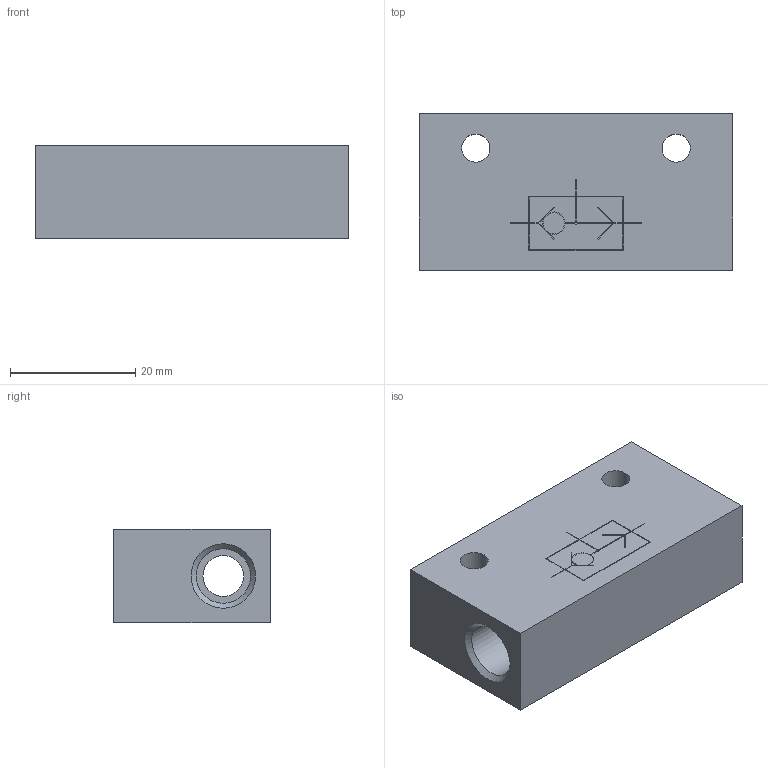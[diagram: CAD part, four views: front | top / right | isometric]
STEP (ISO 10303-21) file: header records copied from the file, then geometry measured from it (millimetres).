
FILE_DESCRIPTION( ( 'STEP AP214' ), '1' );
FILE_NAME( 'psolqas_16196_38.stp', '2020-12-01T16:24:21', ( 'License CC BY-ND 4.0' ), ( 'CADENAS' ), ' ', 'PARTsolutions', ' ' );
FILE_SCHEMA( ( 'AUTOMOTIVE_DESIGN { 1 0 10303 214 1 1 1 1 }' ) );
Length unit declared in the file: metre
Products named in the file (1): Rivoluzione1
Bounding box: 50 x 25 x 15 mm (x, y, z)
Volume: 14948.7 mm3; surface area: 6621.2 mm2
Topology: 1 solids, 1 shells, 79 faces, 203 edges, 134 vertices
Faces by surface type: plane 61, cylinder 14, cone 4
Full cylindrical faces by diameter (mm): 3.2 x1, 3.4 x1, 4.5 x2, 6.5 x1, 8.7 x3
Entity records: 3019 total; most frequent: CARTESIAN_POINT 449, ORIENTED_EDGE 382, DIRECTION 379, EDGE_CURVE 191, LINE 159, VECTOR 159, VERTEX_POINT 134, AXIS2_PLACEMENT_3D 110
